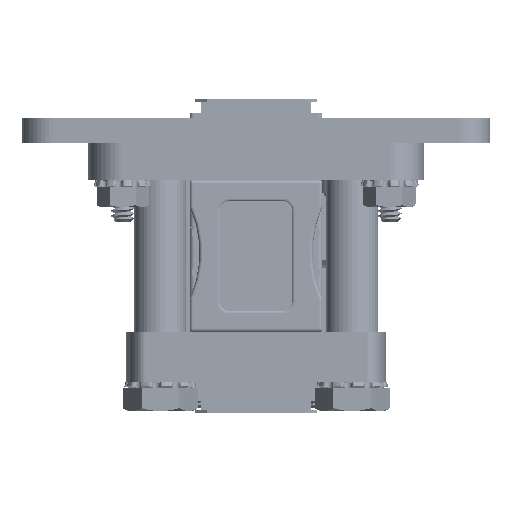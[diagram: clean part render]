
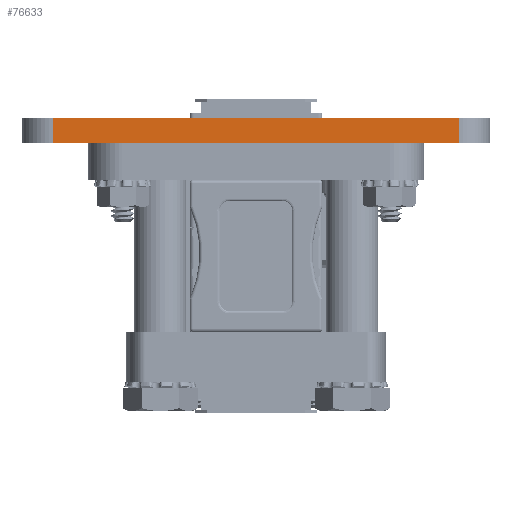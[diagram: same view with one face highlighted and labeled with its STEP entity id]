
A CAD part, left-side view. The second image highlights one B-rep face of the part: STEP entity #76633.
In plain terms, the highlighted planar face has unit normal (-1, 0, 0).
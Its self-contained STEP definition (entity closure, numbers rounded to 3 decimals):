
#3857 = DIRECTION ( 'NONE',  ( 0., 0., -1. ) ) ;
#7601 = FACE_OUTER_BOUND ( 'NONE', #57900, .T. ) ;
#8510 = CARTESIAN_POINT ( 'NONE',  ( -106.823, 134.411, 3.048 ) ) ;
#9991 = ORIENTED_EDGE ( 'NONE', *, *, #55516, .F. ) ;
#10518 = VECTOR ( 'NONE', #80240, 1000. ) ;
#10892 = DIRECTION ( 'NONE',  ( 0., -1., 0. ) ) ;
#21110 = EDGE_CURVE ( 'NONE', #43710, #44010, #72906, .T. ) ;
#29576 = LINE ( 'NONE', #8510, #10518 ) ;
#30631 = DIRECTION ( 'NONE',  ( 0., 0., -1. ) ) ;
#33032 = DIRECTION ( 'NONE',  ( 0., -1., 0. ) ) ;
#33143 = CARTESIAN_POINT ( 'NONE',  ( -106.823, 84.886, 3.048 ) ) ;
#33542 = VERTEX_POINT ( 'NONE', #33143 ) ;
#43559 = EDGE_CURVE ( 'NONE', #83011, #43710, #29576, .T. ) ;
#43710 = VERTEX_POINT ( 'NONE', #89247 ) ;
#44010 = VERTEX_POINT ( 'NONE', #85499 ) ;
#48661 = ORIENTED_EDGE ( 'NONE', *, *, #76773, .F. ) ;
#51097 = VECTOR ( 'NONE', #3857, 1000. ) ;
#51347 = CARTESIAN_POINT ( 'NONE',  ( -106.823, 134.411, 3.048 ) ) ;
#51963 = CARTESIAN_POINT ( 'NONE',  ( -106.823, 134.411, 3.048 ) ) ;
#54666 = CARTESIAN_POINT ( 'NONE',  ( -106.823, 134.411, 0. ) ) ;
#55516 = EDGE_CURVE ( 'NONE', #33542, #44010, #89176, .T. ) ;
#57900 = EDGE_LOOP ( 'NONE', ( #83332, #9991, #48661, #62384 ) ) ;
#60984 = CARTESIAN_POINT ( 'NONE',  ( -106.823, 134.411, 3.048 ) ) ;
#62384 = ORIENTED_EDGE ( 'NONE', *, *, #43559, .T. ) ;
#62770 = VECTOR ( 'NONE', #10892, 1000. ) ;
#66335 = PLANE ( 'NONE',  #83385 ) ;
#67227 = LINE ( 'NONE', #60984, #62770 ) ;
#68355 = VECTOR ( 'NONE', #33032, 1000. ) ;
#72906 = LINE ( 'NONE', #54666, #68355 ) ;
#73594 = DIRECTION ( 'NONE',  ( 1., 0., 0. ) ) ;
#76633 = ADVANCED_FACE ( 'NONE', ( #7601 ), #66335, .F. ) ;
#76773 = EDGE_CURVE ( 'NONE', #83011, #33542, #67227, .T. ) ;
#80240 = DIRECTION ( 'NONE',  ( 0., 0., -1. ) ) ;
#83011 = VERTEX_POINT ( 'NONE', #51347 ) ;
#83332 = ORIENTED_EDGE ( 'NONE', *, *, #21110, .T. ) ;
#83385 = AXIS2_PLACEMENT_3D ( 'NONE', #51963, #73594, #30631 ) ;
#85499 = CARTESIAN_POINT ( 'NONE',  ( -106.823, 84.886, 0. ) ) ;
#89176 = LINE ( 'NONE', #89647, #51097 ) ;
#89247 = CARTESIAN_POINT ( 'NONE',  ( -106.823, 134.411, 0. ) ) ;
#89647 = CARTESIAN_POINT ( 'NONE',  ( -106.823, 84.886, 3.048 ) ) ;
